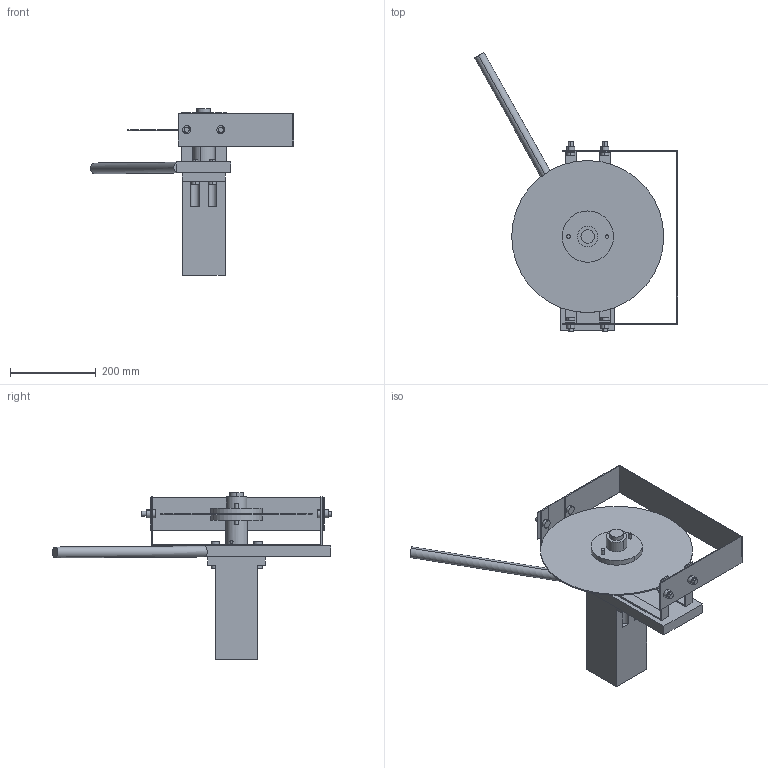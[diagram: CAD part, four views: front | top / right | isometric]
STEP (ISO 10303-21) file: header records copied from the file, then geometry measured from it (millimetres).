
FILE_DESCRIPTION (( 'STEP AP203' ), '1' );
FILE_NAME ('DriveAssembly.STEP', '2012-05-25T01:47:51', ( '' ), ( '' ), 'SwSTEP 2.0', 'SolidWorks 2010', '' );
FILE_SCHEMA (( 'CONFIG_CONTROL_DESIGN' ));
Length unit declared in the file: millimetre
Products named in the file (16): DriveAssembly; InterfacePlate; HydraulicMotor; ShaftCoupling; Spindle; BladeGuardSupport; BladeGuard; CouplingSetscrew; Blade; MountDisc; Pin; BladeGuardNut; SpindleNut; InterfaceBolt; BladeGuardBolt; OperationHandle
Assembly tree (31 placements, depth 2):
  DriveAssembly
    Pin  x2
    BladeGuardNut  x4
    InterfaceBolt  x4
    OperationHandle
    HydraulicMotor
    ShaftCoupling
    BladeGuardBolt  x8
    SpindleNut
    BladeGuardSupport  x2
    Blade
    CouplingSetscrew
    Spindle
    BladeGuard
    MountDisc  x2
    InterfacePlate
Bounding box: 474.98 x 652.28 x 390 mm (x, y, z)
Volume: 4589619.3 mm3; surface area: 823741.7 mm2
Topology: 31 solids, 31 shells, 285 faces, 630 edges, 420 vertices
Faces by surface type: cylinder 170, plane 115
Entity records: 7374 total; most frequent: CARTESIAN_POINT 989, DIRECTION 986, ORIENTED_EDGE 792, EDGE_CURVE 396, AXIS2_PLACEMENT_3D 395, VERTEX_POINT 264, EDGE_LOOP 234, LINE 196
